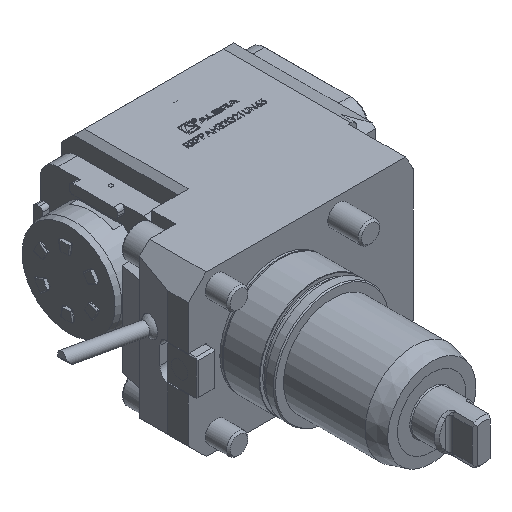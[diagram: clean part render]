
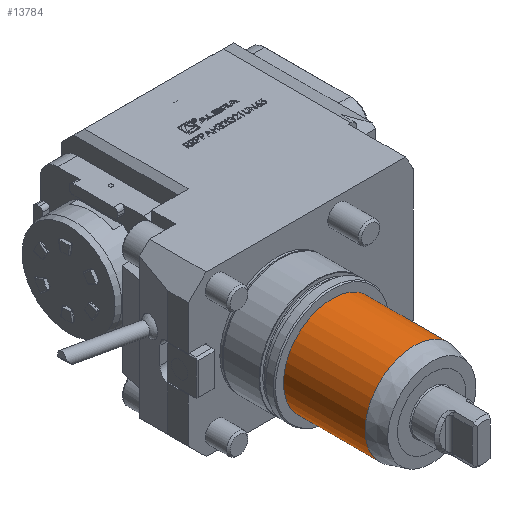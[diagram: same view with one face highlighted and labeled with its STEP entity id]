
A CAD part, isometric view. The second image highlights one B-rep face of the part: STEP entity #13784.
In plain terms, the highlighted cylindrical face has radius 27.5 mm (diameter 55 mm), a full revolution.
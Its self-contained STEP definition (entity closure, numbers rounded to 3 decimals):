
#672 = CARTESIAN_POINT ( 'NONE',  ( 0., 20., -27.5 ) ) ;
#2667 = EDGE_LOOP ( 'NONE', ( #12184 ) ) ;
#3082 = FACE_OUTER_BOUND ( 'NONE', #27645, .T. ) ;
#3202 = DIRECTION ( 'NONE',  ( 0., -1., 0. ) ) ;
#3234 = DIRECTION ( 'NONE',  ( 0., 0., -1. ) ) ;
#4651 = CARTESIAN_POINT ( 'NONE',  ( 0., 66., 0. ) ) ;
#4954 = DIRECTION ( 'NONE',  ( 0., 0., -1. ) ) ;
#5079 = EDGE_CURVE ( 'NONE', #24650, #24650, #15572, .T. ) ;
#5684 = AXIS2_PLACEMENT_3D ( 'NONE', #19656, #17152, #3234 ) ;
#7102 = CIRCLE ( 'NONE', #13111, 27.5 ) ;
#7147 = VERTEX_POINT ( 'NONE', #14237 ) ;
#7830 = FACE_OUTER_BOUND ( 'NONE', #2667, .T. ) ;
#12184 = ORIENTED_EDGE ( 'NONE', *, *, #23688, .T. ) ;
#12848 = DIRECTION ( 'NONE',  ( 0., 0., -1. ) ) ;
#13111 = AXIS2_PLACEMENT_3D ( 'NONE', #4651, #31037, #4954 ) ;
#13784 = ADVANCED_FACE ( 'Defeature completata1_19', ( #7830, #3082 ), #22018, .T. ) ;
#14237 = CARTESIAN_POINT ( 'NONE',  ( 0., 66., -27.5 ) ) ;
#14910 = CARTESIAN_POINT ( 'NONE',  ( 0., 20., 0. ) ) ;
#15572 = CIRCLE ( 'NONE', #30747, 27.5 ) ;
#17152 = DIRECTION ( 'NONE',  ( 0., -1., 0. ) ) ;
#19656 = CARTESIAN_POINT ( 'NONE',  ( 0., 10., 0. ) ) ;
#22018 = CYLINDRICAL_SURFACE ( 'NONE', #5684, 27.5 ) ;
#23688 = EDGE_CURVE ( 'NONE', #7147, #7147, #7102, .T. ) ;
#24090 = ORIENTED_EDGE ( 'NONE', *, *, #5079, .F. ) ;
#24650 = VERTEX_POINT ( 'NONE', #672 ) ;
#27645 = EDGE_LOOP ( 'NONE', ( #24090 ) ) ;
#30747 = AXIS2_PLACEMENT_3D ( 'NONE', #14910, #3202, #12848 ) ;
#31037 = DIRECTION ( 'NONE',  ( 0., -1., 0. ) ) ;
